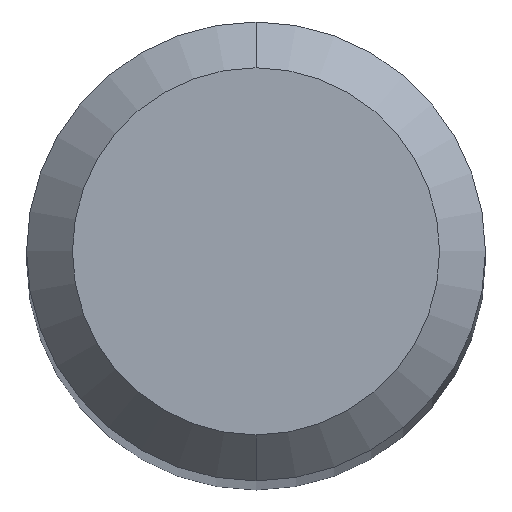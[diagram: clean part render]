
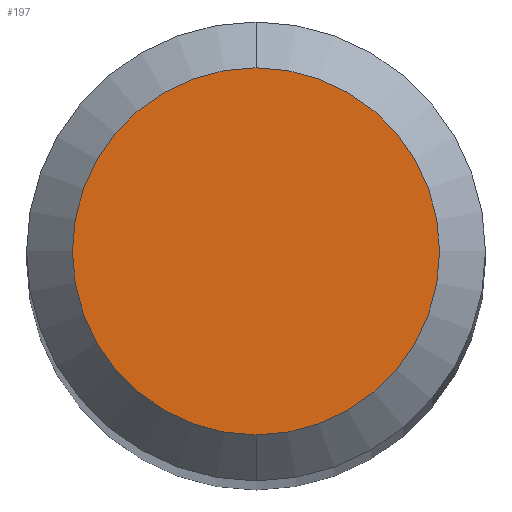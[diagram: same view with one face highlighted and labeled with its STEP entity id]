
A CAD part, top view. The second image highlights one B-rep face of the part: STEP entity #197.
In plain terms, the highlighted planar face has unit normal (0, 0, 1).
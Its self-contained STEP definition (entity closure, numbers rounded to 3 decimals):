
#197=ADVANCED_FACE('',(#505),#506,.T.);
#373=EDGE_CURVE('',#457,#375,#700,.T.);
#375=VERTEX_POINT('',#702);
#429=EDGE_CURVE('',#375,#457,#760,.T.);
#457=VERTEX_POINT('',#794);
#505=FACE_OUTER_BOUND('',#845,.T.);
#506=PLANE('',#846);
#700=CIRCLE('',#1231,1.2);
#702=CARTESIAN_POINT('',(0.,-1.2,0.0));
#760=CIRCLE('',#1342,1.2);
#794=CARTESIAN_POINT('',(0.0,1.2,0.0));
#845=EDGE_LOOP('',(#1467,#1468));
#846=AXIS2_PLACEMENT_3D('',#1469,#1470,#1471);
#1231=AXIS2_PLACEMENT_3D('',#1677,#1678,#1679);
#1342=AXIS2_PLACEMENT_3D('',#1740,#1741,#1742);
#1467=ORIENTED_EDGE('',*,*,#373,.F.);
#1468=ORIENTED_EDGE('',*,*,#429,.F.);
#1469=CARTESIAN_POINT('',(0.0,0.6,0.0));
#1470=DIRECTION('',(-0.0,0.0,1.0));
#1471=DIRECTION('',(0.0,-1.0,0.0));
#1677=CARTESIAN_POINT('',(0.0,0.0,0.0));
#1678=DIRECTION('',(0.0,0.0,-1.0));
#1679=DIRECTION('',(0.0,1.0,0.0));
#1740=CARTESIAN_POINT('',(0.0,0.0,0.0));
#1741=DIRECTION('',(0.0,0.0,-1.0));
#1742=DIRECTION('',(0.0,1.0,0.0));
